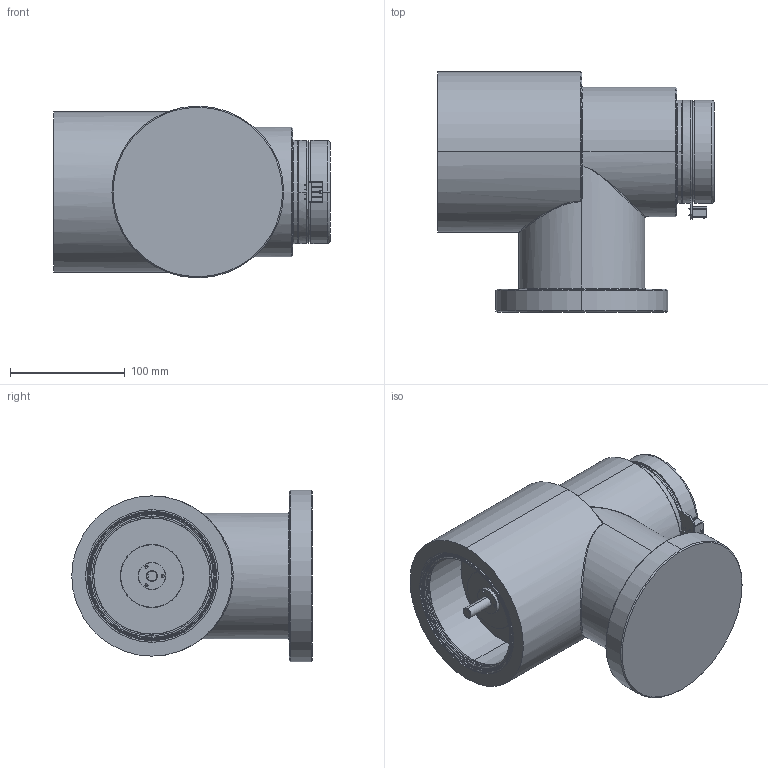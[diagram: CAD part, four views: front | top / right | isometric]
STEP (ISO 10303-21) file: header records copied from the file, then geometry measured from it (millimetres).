
FILE_DESCRIPTION (( 'STEP AP214' ), '1' );
FILE_NAME ('Cupla rotatiefixa.STEP', '2024-01-07T15:26:09', ( '' ), ( '' ), 'SwSTEP 2.0', 'SolidWorks 2023', '' );
FILE_SCHEMA (( 'AUTOMOTIVE_DESIGN' ));
Length unit declared in the file: inch
Products named in the file (1): Cupla rotatiefixa
Bounding box: 241.82 x 210 x 150 mm (x, y, z)
Volume: 3324906.6 mm3; surface area: 331765.3 mm2
Topology: 5 solids, 5 shells, 529 faces, 1305 edges, 807 vertices
Faces by surface type: plane 271, cylinder 107, torus 85, cone 62, sphere 2, bspline 2
Entity records: 17185 total; most frequent: CARTESIAN_POINT 4343, DIRECTION 2731, ORIENTED_EDGE 2562, EDGE_CURVE 1281, AXIS2_PLACEMENT_3D 948, LINE 835, VECTOR 835, VERTEX_POINT 807
